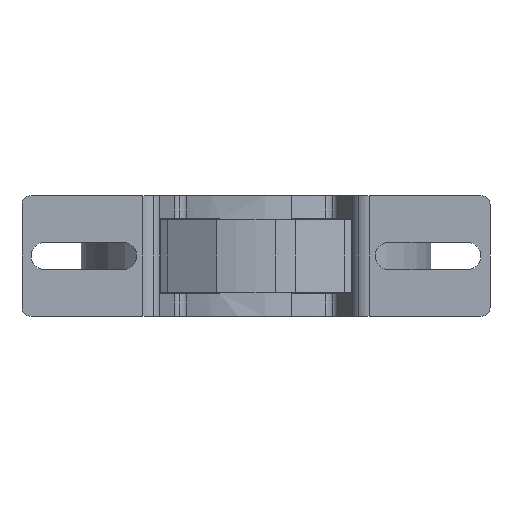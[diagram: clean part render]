
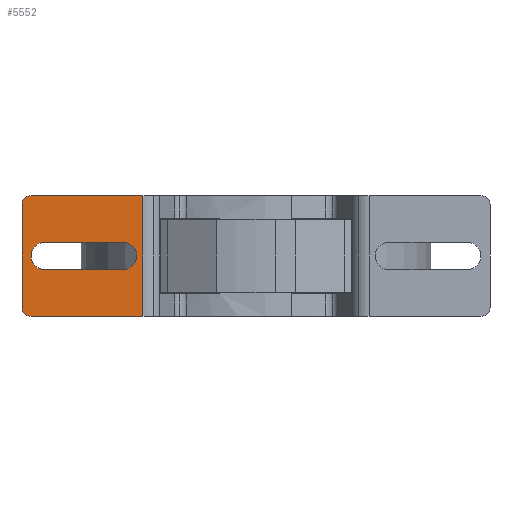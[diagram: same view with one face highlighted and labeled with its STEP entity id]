
A CAD part, front view. The second image highlights one B-rep face of the part: STEP entity #5552.
In plain terms, the highlighted planar face has unit normal (0, -1, 0).
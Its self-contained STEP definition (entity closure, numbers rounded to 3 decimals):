
#4620=CARTESIAN_POINT('',(568.074,179.521,17.068));
#4621=VERTEX_POINT('',#4620);
#4630=CARTESIAN_POINT('',(564.892,179.521,24.75));
#4631=VERTEX_POINT('',#4630);
#4632=CARTESIAN_POINT('',(564.892,179.521,20.25));
#4633=DIRECTION('',(0.0,1.0,0.0));
#4634=DIRECTION('',(0.707,0.0,-0.707));
#4635=AXIS2_PLACEMENT_3D('',#4632,#4633,#4634);
#4636=CIRCLE('',#4635,4.5);
#4637=EDGE_CURVE('',#4631,#4621,#4636,.T.);
#4662=CARTESIAN_POINT('',(535.71,179.521,23.432));
#4663=VERTEX_POINT('',#4662);
#4672=CARTESIAN_POINT('',(538.892,179.521,15.75));
#4673=VERTEX_POINT('',#4672);
#4674=CARTESIAN_POINT('',(538.892,179.521,20.25));
#4675=DIRECTION('',(0.0,1.,0.0));
#4676=DIRECTION('',(-0.707,0.0,0.707));
#4677=AXIS2_PLACEMENT_3D('',#4674,#4675,#4676);
#4678=CIRCLE('',#4677,4.5);
#4679=EDGE_CURVE('',#4673,#4663,#4678,.T.);
#4704=CARTESIAN_POINT('',(532.271,179.521,39.371));
#4705=VERTEX_POINT('',#4704);
#4714=CARTESIAN_POINT('',(534.392,179.521,40.25));
#4715=VERTEX_POINT('',#4714);
#4716=CARTESIAN_POINT('',(534.392,179.521,37.25));
#4717=DIRECTION('',(0.0,1.,0.0));
#4718=DIRECTION('',(-0.707,0.0,0.707));
#4719=AXIS2_PLACEMENT_3D('',#4716,#4717,#4718);
#4720=CIRCLE('',#4719,3.0);
#4721=EDGE_CURVE('',#4705,#4715,#4720,.T.);
#4748=CARTESIAN_POINT('',(532.271,179.521,1.129));
#4749=VERTEX_POINT('',#4748);
#4765=CARTESIAN_POINT('',(534.392,179.521,0.25));
#4766=VERTEX_POINT('',#4765);
#4773=CARTESIAN_POINT('',(534.392,179.521,3.25));
#4774=DIRECTION('',(0.0,1.,0.0));
#4775=DIRECTION('',(-0.707,0.0,-0.707));
#4776=AXIS2_PLACEMENT_3D('',#4773,#4774,#4775);
#4777=CIRCLE('',#4776,3.0);
#4778=EDGE_CURVE('',#4766,#4749,#4777,.T.);
#5420=CARTESIAN_POINT('',(531.392,179.521,3.25));
#5421=VERTEX_POINT('',#5420);
#5422=CARTESIAN_POINT('',(534.392,179.521,3.25));
#5423=DIRECTION('',(0.0,1.,0.0));
#5424=DIRECTION('',(-0.707,0.0,-0.707));
#5425=AXIS2_PLACEMENT_3D('',#5422,#5423,#5424);
#5426=CIRCLE('',#5425,3.0);
#5427=EDGE_CURVE('',#4749,#5421,#5426,.T.);
#5453=CARTESIAN_POINT('',(531.392,179.521,37.25));
#5454=VERTEX_POINT('',#5453);
#5455=CARTESIAN_POINT('',(531.392,179.521,3.25));
#5456=DIRECTION('',(0.0,0.0,1.0));
#5457=VECTOR('',#5456,34.0);
#5458=LINE('',#5455,#5457);
#5459=EDGE_CURVE('',#5421,#5454,#5458,.T.);
#5478=CARTESIAN_POINT('',(571.462,179.521,0.25));
#5479=DIRECTION('',(0.0,-1.0,0.0));
#5480=DIRECTION('',(0.0,0.0,-1.0));
#5481=AXIS2_PLACEMENT_3D('',#5478,#5479,#5480);
#5482=PLANE('',#5481);
#5483=ORIENTED_EDGE('',*,*,#4778,.F.);
#5484=CARTESIAN_POINT('',(571.462,179.521,0.25));
#5485=VERTEX_POINT('',#5484);
#5486=CARTESIAN_POINT('',(534.392,179.521,0.25));
#5487=DIRECTION('',(1.0,0.0,0.0));
#5488=VECTOR('',#5487,37.07);
#5489=LINE('',#5486,#5488);
#5490=EDGE_CURVE('',#4766,#5485,#5489,.T.);
#5491=ORIENTED_EDGE('',*,*,#5490,.T.);
#5492=CARTESIAN_POINT('',(571.462,179.521,40.25));
#5493=VERTEX_POINT('',#5492);
#5494=CARTESIAN_POINT('',(571.462,179.521,0.25));
#5495=DIRECTION('',(0.0,0.0,1.0));
#5496=VECTOR('',#5495,40.0);
#5497=LINE('',#5494,#5496);
#5498=EDGE_CURVE('',#5485,#5493,#5497,.T.);
#5499=ORIENTED_EDGE('',*,*,#5498,.T.);
#5500=CARTESIAN_POINT('',(571.462,179.521,40.25));
#5501=DIRECTION('',(-1.0,0.0,0.0));
#5502=VECTOR('',#5501,37.07);
#5503=LINE('',#5500,#5502);
#5504=EDGE_CURVE('',#5493,#4715,#5503,.T.);
#5505=ORIENTED_EDGE('',*,*,#5504,.T.);
#5506=ORIENTED_EDGE('',*,*,#4721,.F.);
#5507=CARTESIAN_POINT('',(534.392,179.521,37.25));
#5508=DIRECTION('',(0.0,1.,0.0));
#5509=DIRECTION('',(-0.707,0.0,0.707));
#5510=AXIS2_PLACEMENT_3D('',#5507,#5508,#5509);
#5511=CIRCLE('',#5510,3.0);
#5512=EDGE_CURVE('',#5454,#4705,#5511,.T.);
#5513=ORIENTED_EDGE('',*,*,#5512,.F.);
#5514=ORIENTED_EDGE('',*,*,#5459,.F.);
#5515=ORIENTED_EDGE('',*,*,#5427,.F.);
#5516=EDGE_LOOP('',(#5483,#5491,#5499,#5505,#5506,#5513,#5514,#5515));
#5517=FACE_OUTER_BOUND('',#5516,.T.);
#5518=ORIENTED_EDGE('',*,*,#4637,.T.);
#5519=CARTESIAN_POINT('',(564.892,179.521,15.75));
#5520=VERTEX_POINT('',#5519);
#5521=CARTESIAN_POINT('',(564.892,179.521,20.25));
#5522=DIRECTION('',(0.0,1.0,0.0));
#5523=DIRECTION('',(0.707,0.0,-0.707));
#5524=AXIS2_PLACEMENT_3D('',#5521,#5522,#5523);
#5525=CIRCLE('',#5524,4.5);
#5526=EDGE_CURVE('',#4621,#5520,#5525,.T.);
#5527=ORIENTED_EDGE('',*,*,#5526,.T.);
#5528=CARTESIAN_POINT('',(564.892,179.521,15.75));
#5529=DIRECTION('',(-1.0,0.0,0.0));
#5530=VECTOR('',#5529,26.0);
#5531=LINE('',#5528,#5530);
#5532=EDGE_CURVE('',#5520,#4673,#5531,.T.);
#5533=ORIENTED_EDGE('',*,*,#5532,.T.);
#5534=ORIENTED_EDGE('',*,*,#4679,.T.);
#5535=CARTESIAN_POINT('',(538.892,179.521,24.75));
#5536=VERTEX_POINT('',#5535);
#5537=CARTESIAN_POINT('',(538.892,179.521,20.25));
#5538=DIRECTION('',(0.0,1.,0.0));
#5539=DIRECTION('',(-0.707,0.0,0.707));
#5540=AXIS2_PLACEMENT_3D('',#5537,#5538,#5539);
#5541=CIRCLE('',#5540,4.5);
#5542=EDGE_CURVE('',#4663,#5536,#5541,.T.);
#5543=ORIENTED_EDGE('',*,*,#5542,.T.);
#5544=CARTESIAN_POINT('',(538.892,179.521,24.75));
#5545=DIRECTION('',(1.0,0.0,0.0));
#5546=VECTOR('',#5545,26.0);
#5547=LINE('',#5544,#5546);
#5548=EDGE_CURVE('',#5536,#4631,#5547,.T.);
#5549=ORIENTED_EDGE('',*,*,#5548,.T.);
#5550=EDGE_LOOP('',(#5518,#5527,#5533,#5534,#5543,#5549));
#5551=FACE_BOUND('',#5550,.T.);
#5552=ADVANCED_FACE('',(#5517,#5551),#5482,.T.);
